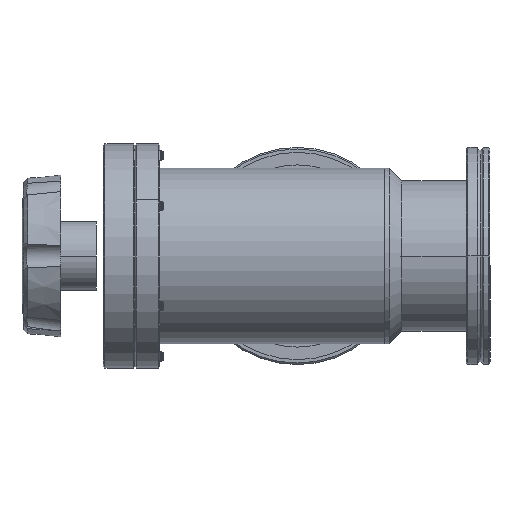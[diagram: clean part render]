
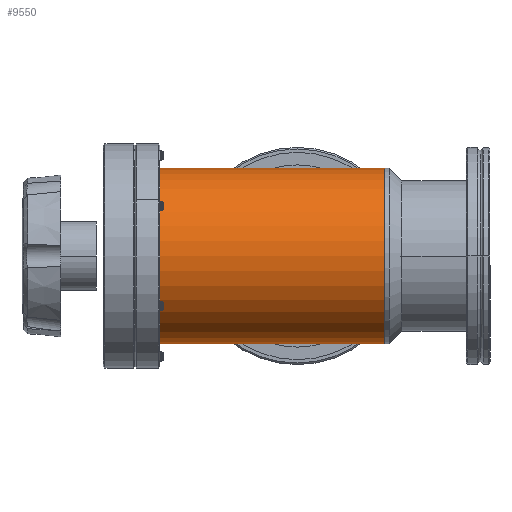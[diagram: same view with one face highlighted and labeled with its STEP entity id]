
A CAD part, left-side view. The second image highlights one B-rep face of the part: STEP entity #9550.
In plain terms, the highlighted cylindrical face has radius 44.45 mm (diameter 88.9 mm), a partial arc.
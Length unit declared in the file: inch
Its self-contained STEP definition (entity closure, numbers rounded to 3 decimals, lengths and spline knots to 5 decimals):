
#486 = CIRCLE ( 'NONE', #35298, 1.75 ) ;
#1503 = DIRECTION ( 'NONE',  ( 0., 0., 1. ) ) ;
#4385 = VECTOR ( 'NONE', #49210, 39.37008 ) ;
#7341 = CARTESIAN_POINT ( 'NONE',  ( 0.92873, 2.87346, 7.45945 ) ) ;
#8756 = CARTESIAN_POINT ( 'NONE',  ( 0.92873, 7.42346, 5.70945 ) ) ;
#9550 = ADVANCED_FACE ( 'NONE', ( #36198 ), #55168, .T. ) ;
#10169 = DIRECTION ( 'NONE',  ( 0., -1., 0. ) ) ;
#10194 = VERTEX_POINT ( 'NONE', #27326 ) ;
#13151 = ORIENTED_EDGE ( 'NONE', *, *, #58248, .T. ) ;
#13432 = DIRECTION ( 'NONE',  ( 0., 0., -1. ) ) ;
#15510 = CARTESIAN_POINT ( 'NONE',  ( 0.92873, 2.87346, 5.70945 ) ) ;
#16077 = CARTESIAN_POINT ( 'NONE',  ( 0.92873, 7.42346, 7.45945 ) ) ;
#16284 = CARTESIAN_POINT ( 'NONE',  ( 0.92873, 2.87346, 3.95945 ) ) ;
#16300 = ORIENTED_EDGE ( 'NONE', *, *, #24765, .F. ) ;
#23051 = ORIENTED_EDGE ( 'NONE', *, *, #31215, .T. ) ;
#24176 = EDGE_CURVE ( 'NONE', #58374, #57288, #25865, .T. ) ;
#24506 = LINE ( 'NONE', #29801, #55568 ) ;
#24765 = EDGE_CURVE ( 'NONE', #10194, #58374, #486, .T. ) ;
#25302 = ORIENTED_EDGE ( 'NONE', *, *, #24176, .F. ) ;
#25865 = LINE ( 'NONE', #30224, #4385 ) ;
#27326 = CARTESIAN_POINT ( 'NONE',  ( 0.92873, 7.42346, 3.95945 ) ) ;
#29801 = CARTESIAN_POINT ( 'NONE',  ( 0.92873, 7.42346, 3.95945 ) ) ;
#30224 = CARTESIAN_POINT ( 'NONE',  ( 0.92873, 7.42346, 7.45945 ) ) ;
#31215 = EDGE_CURVE ( 'NONE', #52769, #57288, #59746, .T. ) ;
#33761 = DIRECTION ( 'NONE',  ( 0., 1., 0. ) ) ;
#35298 = AXIS2_PLACEMENT_3D ( 'NONE', #41831, #33761, #42443 ) ;
#35339 = EDGE_LOOP ( 'NONE', ( #25302, #16300, #13151, #23051 ) ) ;
#36198 = FACE_OUTER_BOUND ( 'NONE', #35339, .T. ) ;
#40832 = AXIS2_PLACEMENT_3D ( 'NONE', #8756, #41738, #13432 ) ;
#41738 = DIRECTION ( 'NONE',  ( 0., -1., 0. ) ) ;
#41831 = CARTESIAN_POINT ( 'NONE',  ( 0.92873, 7.42346, 5.70945 ) ) ;
#42443 = DIRECTION ( 'NONE',  ( 0., 0., 1. ) ) ;
#45820 = AXIS2_PLACEMENT_3D ( 'NONE', #15510, #53497, #1503 ) ;
#49210 = DIRECTION ( 'NONE',  ( 0., -1., 0. ) ) ;
#52769 = VERTEX_POINT ( 'NONE', #16284 ) ;
#53497 = DIRECTION ( 'NONE',  ( 0., 1., 0. ) ) ;
#55168 = CYLINDRICAL_SURFACE ( 'NONE', #40832, 1.75 ) ;
#55568 = VECTOR ( 'NONE', #10169, 39.37008 ) ;
#57288 = VERTEX_POINT ( 'NONE', #7341 ) ;
#58248 = EDGE_CURVE ( 'NONE', #10194, #52769, #24506, .T. ) ;
#58374 = VERTEX_POINT ( 'NONE', #16077 ) ;
#59746 = CIRCLE ( 'NONE', #45820, 1.75 ) ;
